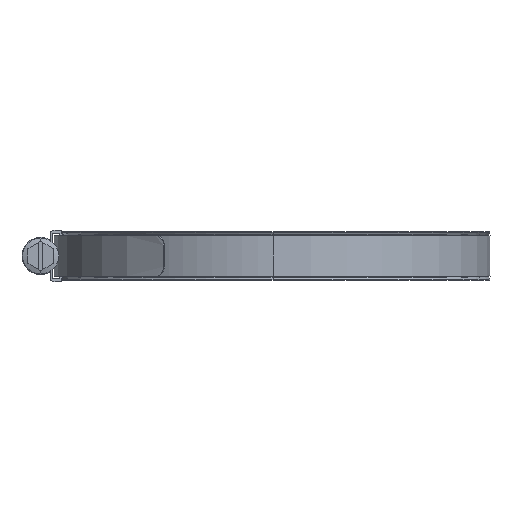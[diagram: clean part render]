
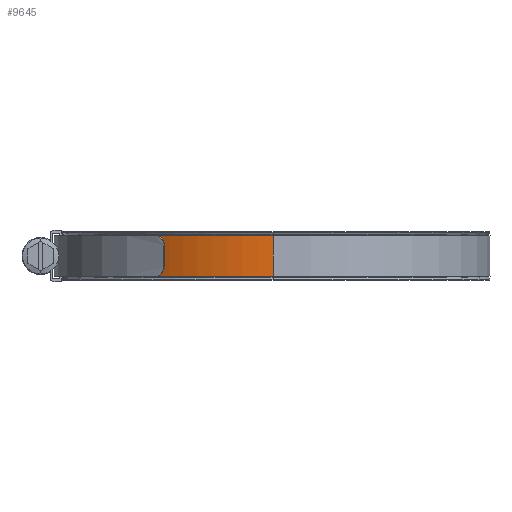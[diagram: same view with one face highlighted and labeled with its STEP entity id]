
A CAD part, left-side view. The second image highlights one B-rep face of the part: STEP entity #9645.
In plain terms, the highlighted cylindrical face has radius 68.03 mm (diameter 136.06 mm), a partial arc.
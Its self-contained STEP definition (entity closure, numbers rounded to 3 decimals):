
#138 = VERTEX_POINT ( 'NONE', #12620 ) ;
#484 = CARTESIAN_POINT ( 'NONE',  ( -68.03, 0., 6.35 ) ) ;
#675 = EDGE_CURVE ( 'NONE', #4420, #138, #1945, .T. ) ;
#890 = CARTESIAN_POINT ( 'NONE',  ( 0., 68.03, -6.35 ) ) ;
#1041 = ORIENTED_EDGE ( 'NONE', *, *, #10929, .T. ) ;
#1945 = CIRCLE ( 'NONE', #2598, 68.03 ) ;
#2598 = AXIS2_PLACEMENT_3D ( 'NONE', #2845, #2911, #13537 ) ;
#2845 = CARTESIAN_POINT ( 'NONE',  ( 0., 0., 6.35 ) ) ;
#2855 = DIRECTION ( 'NONE',  ( 1., 0., 0. ) ) ;
#2911 = DIRECTION ( 'NONE',  ( 0., 0., 1. ) ) ;
#2920 = DIRECTION ( 'NONE',  ( 0., 0., 1. ) ) ;
#3034 = EDGE_LOOP ( 'NONE', ( #8072, #7393, #6618, #1041 ) ) ;
#3273 = EDGE_CURVE ( 'NONE', #138, #9163, #3740, .T. ) ;
#3416 = DIRECTION ( 'NONE',  ( 0., 0., -1. ) ) ;
#3642 = DIRECTION ( 'NONE',  ( -1., 0., 0. ) ) ;
#3740 = LINE ( 'NONE', #484, #6917 ) ;
#3970 = CARTESIAN_POINT ( 'NONE',  ( 0., 0., -6.35 ) ) ;
#4420 = VERTEX_POINT ( 'NONE', #6474 ) ;
#4545 = LINE ( 'NONE', #8869, #13012 ) ;
#4672 = DIRECTION ( 'NONE',  ( 0., 0., -1. ) ) ;
#5122 = CIRCLE ( 'NONE', #13134, 68.03 ) ;
#5751 = CARTESIAN_POINT ( 'NONE',  ( 0., 0., 6.35 ) ) ;
#6474 = CARTESIAN_POINT ( 'NONE',  ( 0., 68.03, 6.35 ) ) ;
#6543 = CARTESIAN_POINT ( 'NONE',  ( -68.03, 0., -6.35 ) ) ;
#6618 = ORIENTED_EDGE ( 'NONE', *, *, #12665, .T. ) ;
#6917 = VECTOR ( 'NONE', #4672, 1000. ) ;
#7393 = ORIENTED_EDGE ( 'NONE', *, *, #675, .F. ) ;
#8072 = ORIENTED_EDGE ( 'NONE', *, *, #3273, .F. ) ;
#8869 = CARTESIAN_POINT ( 'NONE',  ( 0., 68.03, 6.35 ) ) ;
#9163 = VERTEX_POINT ( 'NONE', #6543 ) ;
#9645 = ADVANCED_FACE ( 'NONE', ( #12103 ), #10087, .T. ) ;
#10087 = CYLINDRICAL_SURFACE ( 'NONE', #12657, 68.03 ) ;
#10929 = EDGE_CURVE ( 'NONE', #13107, #9163, #5122, .T. ) ;
#12038 = DIRECTION ( 'NONE',  ( 0., 0., -1. ) ) ;
#12103 = FACE_OUTER_BOUND ( 'NONE', #3034, .T. ) ;
#12620 = CARTESIAN_POINT ( 'NONE',  ( -68.03, 0., 6.35 ) ) ;
#12657 = AXIS2_PLACEMENT_3D ( 'NONE', #5751, #12038, #3642 ) ;
#12665 = EDGE_CURVE ( 'NONE', #4420, #13107, #4545, .T. ) ;
#13012 = VECTOR ( 'NONE', #3416, 1000. ) ;
#13107 = VERTEX_POINT ( 'NONE', #890 ) ;
#13134 = AXIS2_PLACEMENT_3D ( 'NONE', #3970, #2920, #2855 ) ;
#13537 = DIRECTION ( 'NONE',  ( 1., 0., 0. ) ) ;
